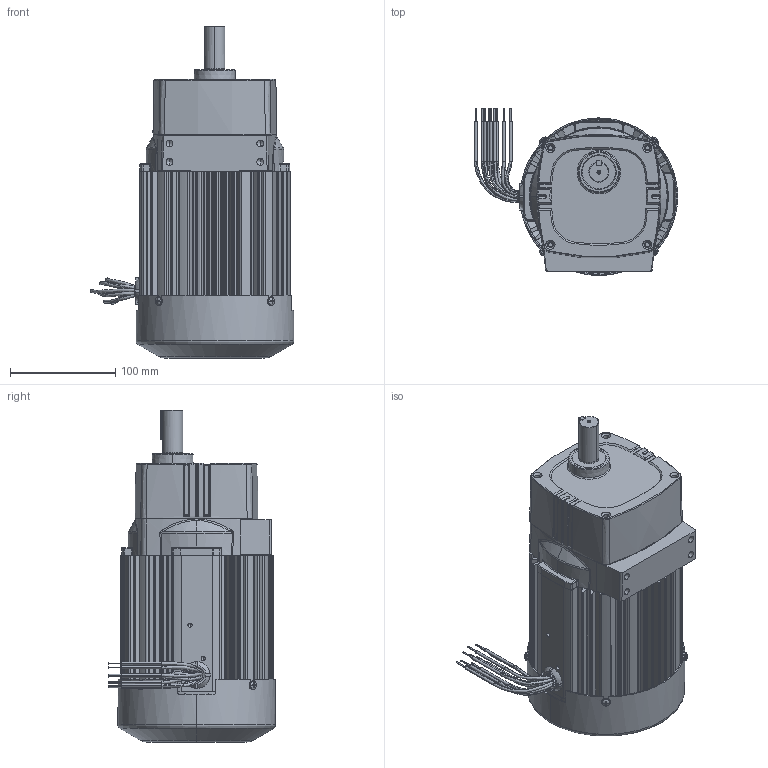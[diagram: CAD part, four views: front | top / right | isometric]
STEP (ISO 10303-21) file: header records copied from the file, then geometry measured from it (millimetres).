
FILE_DESCRIPTION (( 'STEP AP203' ), '1' );
FILE_NAME ('INFM0369.STEP', '2016-03-24T18:05:48', ( 'Admin' ), ( '' ), 'SwSTEP 2.0', 'SolidWorks 2014', '' );
FILE_SCHEMA (( 'CONFIG_CONTROL_DESIGN' ));
Length unit declared in the file: inch
Products named in the file (12): 54100003_54100003; 119AZ011_119AZ011; 54100033_54100033; 347AZ008_347AZ008; 52601003_52601003; 52501006_52501006; 57304788_57804788; 54606510_54606510; INFM0369; 491AZ005_491AZ005; 328AZ046_328AZ046; 339AZ002_339AZ002
Assembly tree (17 placements, depth 3):
  INFM0369
    347AZ008_347AZ008
    339AZ002_339AZ002
    119AZ011_119AZ011
    328AZ046_328AZ046
    491AZ005_491AZ005
    57304788_57804788
    54100003_54100003  x4
    54100033_54100033  x4
    52601003_52601003
      52501006_52501006
    54606510_54606510
Bounding box: 193.33 x 158.73 x 315.67 mm (x, y, z)
Volume: 3374807.3 mm3; surface area: 378393.3 mm2
Topology: 25 solids, 25 shells, 1482 faces, 3862 edges, 2445 vertices
Faces by surface type: cylinder 497, plane 380, bspline 259, cone 199, torus 99, sphere 48
Entity records: 52592 total; most frequent: CARTESIAN_POINT 19014, ORIENTED_EDGE 6916, DIRECTION 6753, EDGE_CURVE 3458, AXIS2_PLACEMENT_3D 2764, VERTEX_POINT 2193, CIRCLE 1634, EDGE_LOOP 1427
